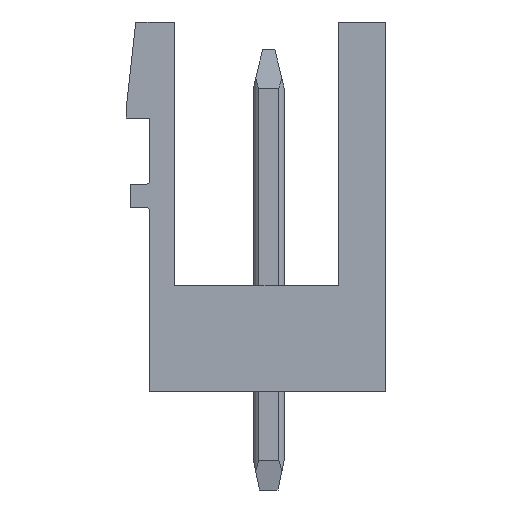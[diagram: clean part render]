
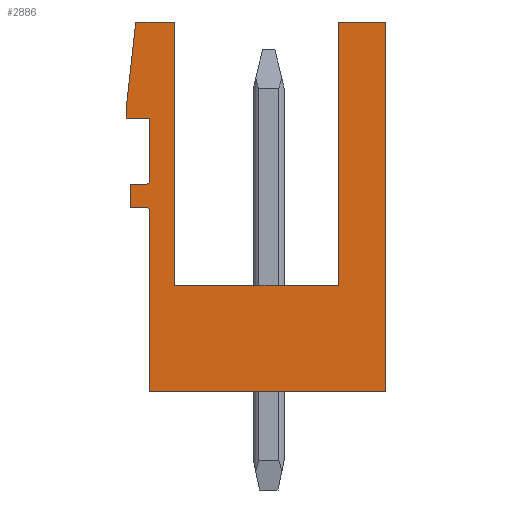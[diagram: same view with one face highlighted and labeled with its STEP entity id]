
A CAD part, left-side view. The second image highlights one B-rep face of the part: STEP entity #2886.
In plain terms, the highlighted planar face has unit normal (-1, 0, 0).
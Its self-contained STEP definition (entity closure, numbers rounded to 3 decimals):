
#1864=AXIS2_PLACEMENT_3D('Circle Axis2P3D',#1862,#1863,$) ;
#1988=AXIS2_PLACEMENT_3D('Circle Axis2P3D',#1986,#1987,$) ;
#2841=AXIS2_PLACEMENT_3D('Plane Axis2P3D',#2838,#2839,#2840) ;
#49=CARTESIAN_POINT('Vertex',(0.,0.,15.2)) ;
#52=CARTESIAN_POINT('Line Origine',(0.,0.,9.2)) ;
#56=CARTESIAN_POINT('Vertex',(0.,0.,3.2)) ;
#89=CARTESIAN_POINT('Vertex',(0.,8.12,15.2)) ;
#92=CARTESIAN_POINT('Line Origine',(0.,7.49,15.2)) ;
#96=CARTESIAN_POINT('Vertex',(0.,6.86,15.2)) ;
#967=CARTESIAN_POINT('Line Origine',(0.,0.77,15.2)) ;
#971=CARTESIAN_POINT('Vertex',(0.,1.54,15.2)) ;
#1291=CARTESIAN_POINT('Vertex',(0.,8.43,12.08)) ;
#1294=CARTESIAN_POINT('Line Origine',(0.,8.43,12.24)) ;
#1298=CARTESIAN_POINT('Vertex',(0.,8.43,12.4)) ;
#1497=CARTESIAN_POINT('Vertex',(0.,7.68,12.08)) ;
#1500=CARTESIAN_POINT('Line Origine',(0.,8.055,12.08)) ;
#1761=CARTESIAN_POINT('Vertex',(0.,7.68,10.03)) ;
#1764=CARTESIAN_POINT('Line Origine',(0.,7.68,11.055)) ;
#1859=CARTESIAN_POINT('Vertex',(0.,7.78,9.93)) ;
#1862=CARTESIAN_POINT('Axis2P3D Location',(0.,7.78,10.03)) ;
#1890=CARTESIAN_POINT('Vertex',(0.,8.3,9.93)) ;
#1893=CARTESIAN_POINT('Line Origine',(0.,8.04,9.93)) ;
#1921=CARTESIAN_POINT('Vertex',(0.,8.3,9.18)) ;
#1924=CARTESIAN_POINT('Line Origine',(0.,8.3,9.555)) ;
#1952=CARTESIAN_POINT('Vertex',(0.,7.78,9.18)) ;
#1955=CARTESIAN_POINT('Line Origine',(0.,8.04,9.18)) ;
#1983=CARTESIAN_POINT('Vertex',(0.,7.68,9.08)) ;
#1986=CARTESIAN_POINT('Axis2P3D Location',(0.,7.78,9.08)) ;
#2009=CARTESIAN_POINT('Vertex',(0.,7.68,3.2)) ;
#2012=CARTESIAN_POINT('Line Origine',(0.,7.68,6.14)) ;
#2034=CARTESIAN_POINT('Line Origine',(0.,3.84,3.2)) ;
#2838=CARTESIAN_POINT('Axis2P3D Location',(0.,0.,0.)) ;
#2843=CARTESIAN_POINT('Line Origine',(0.,8.275,13.8)) ;
#2848=CARTESIAN_POINT('Line Origine',(0.,1.54,10.925)) ;
#2852=CARTESIAN_POINT('Vertex',(0.,1.54,6.65)) ;
#2855=CARTESIAN_POINT('Line Origine',(0.,4.2,6.65)) ;
#2859=CARTESIAN_POINT('Vertex',(0.,6.86,6.65)) ;
#2862=CARTESIAN_POINT('Line Origine',(0.,6.86,10.925)) ;
#53=DIRECTION('Vector Direction',(0.,0.,1.)) ;
#93=DIRECTION('Vector Direction',(0.,-1.,0.)) ;
#968=DIRECTION('Vector Direction',(0.,-1.,0.)) ;
#1295=DIRECTION('Vector Direction',(0.,0.,1.)) ;
#1501=DIRECTION('Vector Direction',(0.,1.,0.)) ;
#1765=DIRECTION('Vector Direction',(0.,0.,1.)) ;
#1863=DIRECTION('Axis2P3D Direction',(-1.,0.,0.)) ;
#1894=DIRECTION('Vector Direction',(0.,-1.,0.)) ;
#1925=DIRECTION('Vector Direction',(0.,0.,1.)) ;
#1956=DIRECTION('Vector Direction',(0.,1.,0.)) ;
#1987=DIRECTION('Axis2P3D Direction',(-1.,0.,0.)) ;
#2013=DIRECTION('Vector Direction',(0.,0.,-1.)) ;
#2035=DIRECTION('Vector Direction',(0.,1.,0.)) ;
#2839=DIRECTION('Axis2P3D Direction',(-1.,0.,0.)) ;
#2840=DIRECTION('Axis2P3D XDirection',(0.,0.,1.)) ;
#2844=DIRECTION('Vector Direction',(0.,-0.11,0.994)) ;
#2849=DIRECTION('Vector Direction',(0.,0.,-1.)) ;
#2856=DIRECTION('Vector Direction',(0.,-1.,0.)) ;
#2863=DIRECTION('Vector Direction',(0.,0.,-1.)) ;
#54=VECTOR('Line Direction',#53,1.) ;
#94=VECTOR('Line Direction',#93,1.) ;
#969=VECTOR('Line Direction',#968,1.) ;
#1296=VECTOR('Line Direction',#1295,1.) ;
#1502=VECTOR('Line Direction',#1501,1.) ;
#1766=VECTOR('Line Direction',#1765,1.) ;
#1895=VECTOR('Line Direction',#1894,1.) ;
#1926=VECTOR('Line Direction',#1925,1.) ;
#1957=VECTOR('Line Direction',#1956,1.) ;
#2014=VECTOR('Line Direction',#2013,1.) ;
#2036=VECTOR('Line Direction',#2035,1.) ;
#2845=VECTOR('Line Direction',#2844,1.) ;
#2850=VECTOR('Line Direction',#2849,1.) ;
#2857=VECTOR('Line Direction',#2856,1.) ;
#2864=VECTOR('Line Direction',#2863,1.) ;
#2868=ORIENTED_EDGE('',*,*,#98,.T.) ;
#2869=ORIENTED_EDGE('',*,*,#2847,.F.) ;
#2870=ORIENTED_EDGE('',*,*,#1300,.T.) ;
#2871=ORIENTED_EDGE('',*,*,#1504,.T.) ;
#2872=ORIENTED_EDGE('',*,*,#1768,.T.) ;
#2873=ORIENTED_EDGE('',*,*,#1866,.T.) ;
#2874=ORIENTED_EDGE('',*,*,#1897,.T.) ;
#2875=ORIENTED_EDGE('',*,*,#1928,.T.) ;
#2876=ORIENTED_EDGE('',*,*,#1959,.T.) ;
#2877=ORIENTED_EDGE('',*,*,#1990,.T.) ;
#2878=ORIENTED_EDGE('',*,*,#2016,.T.) ;
#2879=ORIENTED_EDGE('',*,*,#2038,.T.) ;
#2880=ORIENTED_EDGE('',*,*,#58,.T.) ;
#2881=ORIENTED_EDGE('',*,*,#973,.T.) ;
#2882=ORIENTED_EDGE('',*,*,#2854,.T.) ;
#2883=ORIENTED_EDGE('',*,*,#2861,.F.) ;
#2884=ORIENTED_EDGE('',*,*,#2866,.F.) ;
#2886=ADVANCED_FACE('HOUSING',(#2885),#2842,.T.) ;
#1865=CIRCLE('generated circle',#1864,0.1) ;
#1989=CIRCLE('generated circle',#1988,0.1) ;
#58=EDGE_CURVE('',#57,#50,#55,.T.) ;
#98=EDGE_CURVE('',#97,#90,#95,.F.) ;
#973=EDGE_CURVE('',#50,#972,#970,.F.) ;
#1300=EDGE_CURVE('',#1299,#1292,#1297,.F.) ;
#1504=EDGE_CURVE('',#1292,#1498,#1503,.F.) ;
#1768=EDGE_CURVE('',#1498,#1762,#1767,.F.) ;
#1866=EDGE_CURVE('',#1762,#1860,#1865,.F.) ;
#1897=EDGE_CURVE('',#1860,#1891,#1896,.F.) ;
#1928=EDGE_CURVE('',#1891,#1922,#1927,.F.) ;
#1959=EDGE_CURVE('',#1922,#1953,#1958,.F.) ;
#1990=EDGE_CURVE('',#1953,#1984,#1989,.F.) ;
#2016=EDGE_CURVE('',#1984,#2010,#2015,.T.) ;
#2038=EDGE_CURVE('',#2010,#57,#2037,.F.) ;
#2847=EDGE_CURVE('',#1299,#90,#2846,.T.) ;
#2854=EDGE_CURVE('',#972,#2853,#2851,.T.) ;
#2861=EDGE_CURVE('',#2860,#2853,#2858,.T.) ;
#2866=EDGE_CURVE('',#97,#2860,#2865,.T.) ;
#2867=EDGE_LOOP('',(#2868,#2869,#2870,#2871,#2872,#2873,#2874,#2875,#2876,#2877,#2878,#2879,#2880,#2881,#2882,#2883,#2884)) ;
#2885=FACE_OUTER_BOUND('',#2867,.T.) ;
#55=LINE('Line',#52,#54) ;
#95=LINE('Line',#92,#94) ;
#970=LINE('Line',#967,#969) ;
#1297=LINE('Line',#1294,#1296) ;
#1503=LINE('Line',#1500,#1502) ;
#1767=LINE('Line',#1764,#1766) ;
#1896=LINE('Line',#1893,#1895) ;
#1927=LINE('Line',#1924,#1926) ;
#1958=LINE('Line',#1955,#1957) ;
#2015=LINE('Line',#2012,#2014) ;
#2037=LINE('Line',#2034,#2036) ;
#2846=LINE('Line',#2843,#2845) ;
#2851=LINE('Line',#2848,#2850) ;
#2858=LINE('Line',#2855,#2857) ;
#2865=LINE('Line',#2862,#2864) ;
#2842=PLANE('',#2841) ;
#50=VERTEX_POINT('',#49) ;
#57=VERTEX_POINT('',#56) ;
#90=VERTEX_POINT('',#89) ;
#97=VERTEX_POINT('',#96) ;
#972=VERTEX_POINT('',#971) ;
#1292=VERTEX_POINT('',#1291) ;
#1299=VERTEX_POINT('',#1298) ;
#1498=VERTEX_POINT('',#1497) ;
#1762=VERTEX_POINT('',#1761) ;
#1860=VERTEX_POINT('',#1859) ;
#1891=VERTEX_POINT('',#1890) ;
#1922=VERTEX_POINT('',#1921) ;
#1953=VERTEX_POINT('',#1952) ;
#1984=VERTEX_POINT('',#1983) ;
#2010=VERTEX_POINT('',#2009) ;
#2853=VERTEX_POINT('',#2852) ;
#2860=VERTEX_POINT('',#2859) ;
